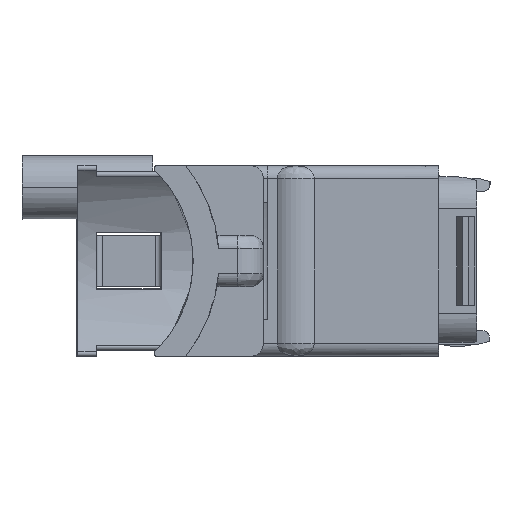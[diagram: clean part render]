
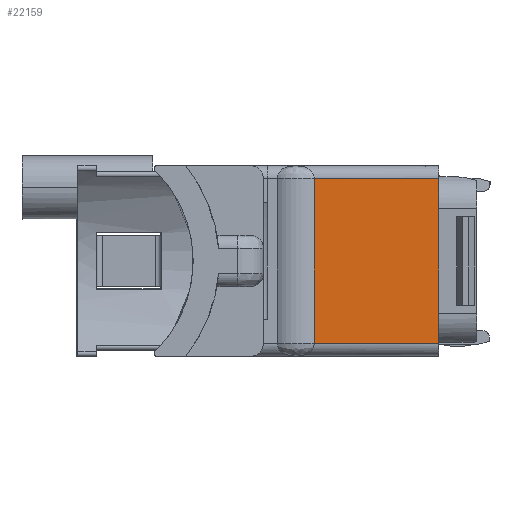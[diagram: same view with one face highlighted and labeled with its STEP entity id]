
A CAD part, left-side view. The second image highlights one B-rep face of the part: STEP entity #22159.
In plain terms, the highlighted planar face has unit normal (-1, 0, 0).
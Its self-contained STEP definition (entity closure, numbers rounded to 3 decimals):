
#4987=DIRECTION('',(0.,0.,1.));
#4988=VECTOR('',#4987,13.);
#4989=CARTESIAN_POINT('',(-37.475,0.,1.));
#4990=LINE('',#4989,#4988);
#5047=DIRECTION('',(0.,-1.,0.));
#5048=VECTOR('',#5047,9.805);
#5049=CARTESIAN_POINT('',(-37.475,9.805,1.));
#5050=LINE('',#5049,#5048);
#6003=DIRECTION('',(0.,0.,-1.));
#6004=VECTOR('',#6003,13.);
#6005=CARTESIAN_POINT('',(-37.475,9.805,14.));
#6006=LINE('',#6005,#6004);
#6035=DIRECTION('',(0.,-1.,0.));
#6036=VECTOR('',#6035,9.805);
#6037=CARTESIAN_POINT('',(-37.475,9.805,14.));
#6038=LINE('',#6037,#6036);
#13338=CARTESIAN_POINT('',(-37.475,0.,14.));
#13340=VERTEX_POINT('',#13338);
#13346=CARTESIAN_POINT('',(-37.475,0.,1.));
#13348=VERTEX_POINT('',#13346);
#13493=CARTESIAN_POINT('',(-37.475,9.805,14.));
#13494=CARTESIAN_POINT('',(-37.475,9.805,1.));
#13495=VERTEX_POINT('',#13493);
#13496=VERTEX_POINT('',#13494);
#22147=CARTESIAN_POINT('',(-37.475,20.5,0.));
#22148=DIRECTION('',(-1.,0.,0.));
#22149=DIRECTION('',(0.,-1.,0.));
#22150=AXIS2_PLACEMENT_3D('',#22147,#22148,#22149);
#22151=PLANE('',#22150);
#22152=ORIENTED_EDGE('',*,*,#22138,.F.);
#22154=ORIENTED_EDGE('',*,*,#22153,.T.);
#22155=ORIENTED_EDGE('',*,*,#21057,.F.);
#22156=ORIENTED_EDGE('',*,*,#21080,.F.);
#22157=EDGE_LOOP('',(#22152,#22154,#22155,#22156));
#22158=FACE_OUTER_BOUND('',#22157,.F.);
#22159=ADVANCED_FACE('',(#22158),#22151,.T.);
#21057=EDGE_CURVE('',#13348,#13340,#4990,.T.);
#21080=EDGE_CURVE('',#13496,#13348,#5050,.T.);
#22138=EDGE_CURVE('',#13495,#13496,#6006,.T.);
#22153=EDGE_CURVE('',#13495,#13340,#6038,.T.);
